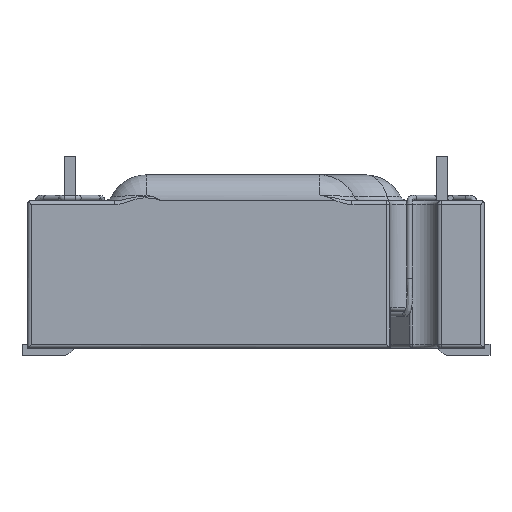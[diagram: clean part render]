
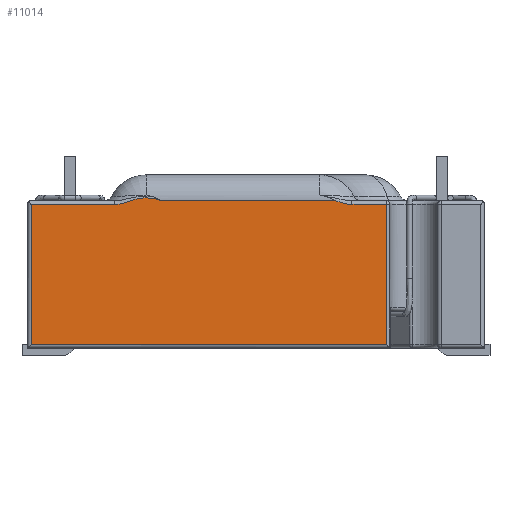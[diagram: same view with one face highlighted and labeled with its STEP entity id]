
A CAD part, front view. The second image highlights one B-rep face of the part: STEP entity #11014.
In plain terms, the highlighted planar face has unit normal (0, -1, 0).
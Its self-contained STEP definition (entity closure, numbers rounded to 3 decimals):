
#402=B_SPLINE_CURVE_WITH_KNOTS('',3,(#20199,#20200,#20201,#20202),
 .UNSPECIFIED.,.F.,.F.,(4,4),(0.,0.),.UNSPECIFIED.);
#403=B_SPLINE_CURVE_WITH_KNOTS('',3,(#20206,#20207,#20208,#20209,#20210),
 .UNSPECIFIED.,.F.,.F.,(4,1,4),(0.,0.001,0.001),
 .UNSPECIFIED.);
#2465=ORIENTED_EDGE('',*,*,#5056,.T.);
#2466=ORIENTED_EDGE('',*,*,#5057,.T.);
#2467=ORIENTED_EDGE('',*,*,#5058,.T.);
#2468=ORIENTED_EDGE('',*,*,#5059,.T.);
#2469=ORIENTED_EDGE('',*,*,#5060,.T.);
#2470=ORIENTED_EDGE('',*,*,#5061,.T.);
#2471=ORIENTED_EDGE('',*,*,#5062,.T.);
#2472=ORIENTED_EDGE('',*,*,#5063,.T.);
#5056=EDGE_CURVE('',#6404,#6405,#7452,.T.);
#5057=EDGE_CURVE('',#6405,#6406,#402,.T.);
#5058=EDGE_CURVE('',#6406,#6407,#7453,.F.);
#5059=EDGE_CURVE('',#6407,#6408,#403,.T.);
#5060=EDGE_CURVE('',#6408,#6409,#7454,.T.);
#5061=EDGE_CURVE('',#6409,#6410,#7455,.T.);
#5062=EDGE_CURVE('',#6410,#6411,#7456,.T.);
#5063=EDGE_CURVE('',#6411,#6404,#7457,.T.);
#6404=VERTEX_POINT('',#20197);
#6405=VERTEX_POINT('',#20198);
#6406=VERTEX_POINT('',#20203);
#6407=VERTEX_POINT('',#20205);
#6408=VERTEX_POINT('',#20211);
#6409=VERTEX_POINT('',#20213);
#6410=VERTEX_POINT('',#20215);
#6411=VERTEX_POINT('',#20217);
#7452=LINE('',#20196,#8021);
#7453=LINE('',#20204,#8022);
#7454=LINE('',#20212,#8023);
#7455=LINE('',#20214,#8024);
#7456=LINE('',#20216,#8025);
#7457=LINE('',#20218,#8026);
#8021=VECTOR('',#16401,1000.);
#8022=VECTOR('',#16402,1000.);
#8023=VECTOR('',#16403,1000.);
#8024=VECTOR('',#16404,1000.);
#8025=VECTOR('',#16405,1000.);
#8026=VECTOR('',#16406,1000.);
#8375=EDGE_LOOP('',(#2465,#2466,#2467,#2468,#2469,#2470,#2471,#2472));
#9594=FACE_BOUND('',#8375,.T.);
#10765=PLANE('',#14404);
#11014=ADVANCED_FACE('',(#9594),#10765,.T.);
#14404=AXIS2_PLACEMENT_3D('',#20195,#16399,#16400);
#16399=DIRECTION('',(0.,-1.,0.));
#16400=DIRECTION('',(0.,0.,-1.));
#16401=DIRECTION('',(-1.,0.,0.));
#16402=DIRECTION('',(1.,0.,0.));
#16403=DIRECTION('',(-1.,0.,0.));
#16404=DIRECTION('',(0.,0.,-1.));
#16405=DIRECTION('',(1.,0.,0.));
#16406=DIRECTION('',(0.,0.,1.));
#20195=CARTESIAN_POINT('',(0.,-5.1,0.));
#20196=CARTESIAN_POINT('',(2.476,-5.1,4.1));
#20197=CARTESIAN_POINT('',(3.536,-5.1,4.1));
#20198=CARTESIAN_POINT('',(2.605,-5.1,4.1));
#20199=CARTESIAN_POINT('',(2.605,-5.1,4.1));
#20200=CARTESIAN_POINT('',(2.451,-5.1,4.1));
#20201=CARTESIAN_POINT('',(2.306,-5.1,4.152));
#20202=CARTESIAN_POINT('',(2.161,-5.1,4.2));
#20203=CARTESIAN_POINT('',(2.161,-5.1,4.2));
#20204=CARTESIAN_POINT('',(-3.97,-5.1,4.2));
#20205=CARTESIAN_POINT('',(-2.548,-5.1,4.2));
#20206=CARTESIAN_POINT('',(-2.548,-5.1,4.2));
#20207=CARTESIAN_POINT('',(-2.758,-5.1,4.27));
#20208=CARTESIAN_POINT('',(-3.209,-5.1,4.333));
#20209=CARTESIAN_POINT('',(-3.616,-5.1,4.1));
#20210=CARTESIAN_POINT('',(-3.838,-5.1,4.1));
#20211=CARTESIAN_POINT('',(-3.838,-5.1,4.1));
#20212=CARTESIAN_POINT('',(-6.1,-5.1,4.1));
#20213=CARTESIAN_POINT('',(-6.1,-5.1,4.1));
#20214=CARTESIAN_POINT('',(-6.1,-5.1,0.2));
#20215=CARTESIAN_POINT('',(-6.1,-5.1,0.3));
#20216=CARTESIAN_POINT('',(3.629,-5.1,0.3));
#20217=CARTESIAN_POINT('',(3.536,-5.1,0.3));
#20218=CARTESIAN_POINT('',(3.536,-5.1,0.));
